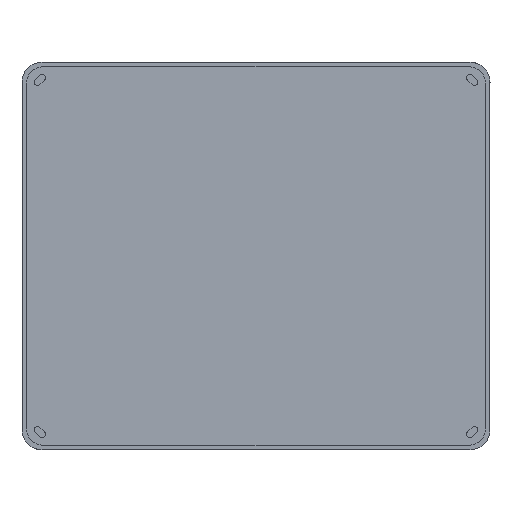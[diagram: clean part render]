
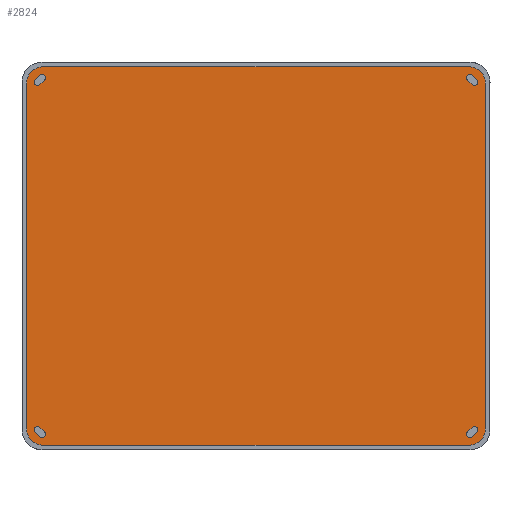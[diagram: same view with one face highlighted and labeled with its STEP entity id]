
A CAD part, front view. The second image highlights one B-rep face of the part: STEP entity #2824.
In plain terms, the highlighted planar face has unit normal (0, -1, 0).
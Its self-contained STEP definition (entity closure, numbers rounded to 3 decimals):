
#1=CARTESIAN_POINT('',(-133.062,0.,-110.889));
#2=DIRECTION('',(0.,-1.,0.));
#3=DIRECTION('',(-0.707,0.,-0.707));
#4=AXIS2_PLACEMENT_3D('',#1,#2,#3);
#6=DIRECTION('',(-0.707,0.,0.707));
#7=VECTOR('',#6,4.);
#8=CARTESIAN_POINT('',(-131.577,0.,-109.404));
#9=LINE('',#8,#7);
#10=CARTESIAN_POINT('',(-135.89,0.,-108.06));
#11=DIRECTION('',(0.,-1.,0.));
#12=DIRECTION('',(0.707,0.,0.707));
#13=AXIS2_PLACEMENT_3D('',#10,#11,#12);
#15=DIRECTION('',(0.707,0.,-0.707));
#16=VECTOR('',#15,4.);
#17=CARTESIAN_POINT('',(-137.375,0.,-109.545));
#18=LINE('',#17,#16);
#19=DIRECTION('',(-0.707,0.,-0.707));
#20=VECTOR('',#19,4.);
#21=CARTESIAN_POINT('',(-134.546,0.,112.374));
#22=LINE('',#21,#20);
#23=CARTESIAN_POINT('',(-135.89,0.,108.06));
#24=DIRECTION('',(0.,-1.,0.));
#25=DIRECTION('',(-0.707,0.,0.707));
#26=AXIS2_PLACEMENT_3D('',#23,#24,#25);
#28=DIRECTION('',(0.707,0.,0.707));
#29=VECTOR('',#28,4.);
#30=CARTESIAN_POINT('',(-134.405,0.,106.575));
#31=LINE('',#30,#29);
#32=CARTESIAN_POINT('',(-133.062,0.,110.889));
#33=DIRECTION('',(0.,-1.,0.));
#34=DIRECTION('',(0.707,0.,-0.707));
#35=AXIS2_PLACEMENT_3D('',#32,#33,#34);
#37=DIRECTION('',(0.707,0.,0.707));
#38=VECTOR('',#37,4.);
#39=CARTESIAN_POINT('',(134.546,0.,-112.374));
#40=LINE('',#39,#38);
#41=CARTESIAN_POINT('',(135.89,0.,-108.06));
#42=DIRECTION('',(0.,-1.,0.));
#43=DIRECTION('',(0.707,0.,-0.707));
#44=AXIS2_PLACEMENT_3D('',#41,#42,#43);
#46=DIRECTION('',(-0.707,0.,-0.707));
#47=VECTOR('',#46,4.);
#48=CARTESIAN_POINT('',(134.405,0.,-106.575));
#49=LINE('',#48,#47);
#50=CARTESIAN_POINT('',(133.062,0.,-110.889));
#51=DIRECTION('',(0.,-1.,0.));
#52=DIRECTION('',(-0.707,0.,0.707));
#53=AXIS2_PLACEMENT_3D('',#50,#51,#52);
#55=CARTESIAN_POINT('',(133.062,0.,110.889));
#56=DIRECTION('',(0.,-1.,0.));
#57=DIRECTION('',(0.707,0.,0.707));
#58=AXIS2_PLACEMENT_3D('',#55,#56,#57);
#60=DIRECTION('',(0.707,0.,-0.707));
#61=VECTOR('',#60,4.);
#62=CARTESIAN_POINT('',(131.577,0.,109.404));
#63=LINE('',#62,#61);
#64=CARTESIAN_POINT('',(135.89,0.,108.06));
#65=DIRECTION('',(0.,-1.,0.));
#66=DIRECTION('',(-0.707,0.,-0.707));
#67=AXIS2_PLACEMENT_3D('',#64,#65,#66);
#69=DIRECTION('',(-0.707,0.,0.707));
#70=VECTOR('',#69,4.);
#71=CARTESIAN_POINT('',(137.375,0.,109.545));
#72=LINE('',#71,#70);
#73=CARTESIAN_POINT('',(132.5,0.,107.5));
#74=DIRECTION('',(0.,-1.,0.));
#75=DIRECTION('',(1.,0.,0.));
#76=AXIS2_PLACEMENT_3D('',#73,#74,#75);
#78=DIRECTION('',(0.,0.,-1.));
#79=VECTOR('',#78,215.);
#80=CARTESIAN_POINT('',(142.6,0.,107.5));
#81=LINE('',#80,#79);
#82=CARTESIAN_POINT('',(132.5,0.,-107.5));
#83=DIRECTION('',(0.,-1.,0.));
#84=DIRECTION('',(0.,0.,-1.));
#85=AXIS2_PLACEMENT_3D('',#82,#83,#84);
#87=DIRECTION('',(-1.,0.,0.));
#88=VECTOR('',#87,265.);
#89=CARTESIAN_POINT('',(132.5,0.,-117.6));
#90=LINE('',#89,#88);
#91=CARTESIAN_POINT('',(-132.5,0.,-107.5));
#92=DIRECTION('',(0.,-1.,0.));
#93=DIRECTION('',(-1.,0.,0.));
#94=AXIS2_PLACEMENT_3D('',#91,#92,#93);
#96=DIRECTION('',(0.,0.,1.));
#97=VECTOR('',#96,215.);
#98=CARTESIAN_POINT('',(-142.6,0.,-107.5));
#99=LINE('',#98,#97);
#100=CARTESIAN_POINT('',(-132.5,0.,107.5));
#101=DIRECTION('',(0.,-1.,0.));
#102=DIRECTION('',(0.,0.,1.));
#103=AXIS2_PLACEMENT_3D('',#100,#101,#102);
#105=DIRECTION('',(1.,0.,0.));
#106=VECTOR('',#105,265.);
#107=CARTESIAN_POINT('',(-132.5,0.,117.6));
#108=LINE('',#107,#106);
#2308=CARTESIAN_POINT('',(142.6,0.,107.5));
#2309=CARTESIAN_POINT('',(132.5,0.,117.6));
#2310=VERTEX_POINT('',#2308);
#2311=VERTEX_POINT('',#2309);
#2316=CARTESIAN_POINT('',(132.5,0.,-117.6));
#2317=CARTESIAN_POINT('',(142.6,0.,-107.5));
#2318=VERTEX_POINT('',#2316);
#2319=VERTEX_POINT('',#2317);
#2324=CARTESIAN_POINT('',(-132.5,0.,117.6));
#2325=CARTESIAN_POINT('',(-142.6,0.,107.5));
#2326=VERTEX_POINT('',#2324);
#2327=VERTEX_POINT('',#2325);
#2332=CARTESIAN_POINT('',(-142.6,0.,-107.5));
#2333=CARTESIAN_POINT('',(-132.5,0.,-117.6));
#2334=VERTEX_POINT('',#2332);
#2335=VERTEX_POINT('',#2333);
#2479=CARTESIAN_POINT('',(-134.546,0.,-112.374));
#2480=CARTESIAN_POINT('',(-131.577,0.,-109.404));
#2481=VERTEX_POINT('',#2479);
#2482=VERTEX_POINT('',#2480);
#2483=CARTESIAN_POINT('',(-134.405,0.,-106.575));
#2484=VERTEX_POINT('',#2483);
#2485=CARTESIAN_POINT('',(-137.375,0.,-109.545));
#2486=VERTEX_POINT('',#2485);
#2511=CARTESIAN_POINT('',(-134.546,0.,112.374));
#2512=CARTESIAN_POINT('',(-137.375,0.,109.545));
#2513=VERTEX_POINT('',#2511);
#2514=VERTEX_POINT('',#2512);
#2515=CARTESIAN_POINT('',(-134.405,0.,106.575));
#2516=VERTEX_POINT('',#2515);
#2517=CARTESIAN_POINT('',(-131.577,0.,109.404));
#2518=VERTEX_POINT('',#2517);
#2519=CARTESIAN_POINT('',(134.546,0.,-112.374));
#2520=CARTESIAN_POINT('',(137.375,0.,-109.545));
#2521=VERTEX_POINT('',#2519);
#2522=VERTEX_POINT('',#2520);
#2523=CARTESIAN_POINT('',(134.405,0.,-106.575));
#2524=VERTEX_POINT('',#2523);
#2525=CARTESIAN_POINT('',(131.577,0.,-109.404));
#2526=VERTEX_POINT('',#2525);
#2527=CARTESIAN_POINT('',(134.546,0.,112.374));
#2528=CARTESIAN_POINT('',(131.577,0.,109.404));
#2529=VERTEX_POINT('',#2527);
#2530=VERTEX_POINT('',#2528);
#2531=CARTESIAN_POINT('',(134.405,0.,106.575));
#2532=VERTEX_POINT('',#2531);
#2533=CARTESIAN_POINT('',(137.375,0.,109.545));
#2534=VERTEX_POINT('',#2533);
#2761=CARTESIAN_POINT('',(0.,0.,0.));
#2762=DIRECTION('',(0.,1.,0.));
#2763=DIRECTION('',(1.,0.,0.));
#2764=AXIS2_PLACEMENT_3D('',#2761,#2762,#2763);
#2765=PLANE('',#2764);
#2767=ORIENTED_EDGE('',*,*,#2766,.F.);
#2769=ORIENTED_EDGE('',*,*,#2768,.T.);
#2771=ORIENTED_EDGE('',*,*,#2770,.F.);
#2773=ORIENTED_EDGE('',*,*,#2772,.T.);
#2775=ORIENTED_EDGE('',*,*,#2774,.F.);
#2777=ORIENTED_EDGE('',*,*,#2776,.T.);
#2779=ORIENTED_EDGE('',*,*,#2778,.F.);
#2781=ORIENTED_EDGE('',*,*,#2780,.T.);
#2782=EDGE_LOOP('',(#2767,#2769,#2771,#2773,#2775,#2777,#2779,#2781));
#2783=FACE_OUTER_BOUND('',#2782,.F.);
#2785=ORIENTED_EDGE('',*,*,#2784,.T.);
#2787=ORIENTED_EDGE('',*,*,#2786,.T.);
#2789=ORIENTED_EDGE('',*,*,#2788,.T.);
#2791=ORIENTED_EDGE('',*,*,#2790,.T.);
#2792=EDGE_LOOP('',(#2785,#2787,#2789,#2791));
#2793=FACE_BOUND('',#2792,.F.);
#2795=ORIENTED_EDGE('',*,*,#2794,.T.);
#2797=ORIENTED_EDGE('',*,*,#2796,.T.);
#2799=ORIENTED_EDGE('',*,*,#2798,.T.);
#2801=ORIENTED_EDGE('',*,*,#2800,.T.);
#2802=EDGE_LOOP('',(#2795,#2797,#2799,#2801));
#2803=FACE_BOUND('',#2802,.F.);
#2805=ORIENTED_EDGE('',*,*,#2804,.T.);
#2807=ORIENTED_EDGE('',*,*,#2806,.T.);
#2809=ORIENTED_EDGE('',*,*,#2808,.T.);
#2811=ORIENTED_EDGE('',*,*,#2810,.T.);
#2812=EDGE_LOOP('',(#2805,#2807,#2809,#2811));
#2813=FACE_BOUND('',#2812,.F.);
#2815=ORIENTED_EDGE('',*,*,#2814,.T.);
#2817=ORIENTED_EDGE('',*,*,#2816,.T.);
#2819=ORIENTED_EDGE('',*,*,#2818,.T.);
#2821=ORIENTED_EDGE('',*,*,#2820,.T.);
#2822=EDGE_LOOP('',(#2815,#2817,#2819,#2821));
#2823=FACE_BOUND('',#2822,.F.);
#2824=ADVANCED_FACE('',(#2783,#2793,#2803,#2813,#2823),#2765,.F.);
#5=CIRCLE('',#4,2.1);
#14=CIRCLE('',#13,2.1);
#27=CIRCLE('',#26,2.1);
#36=CIRCLE('',#35,2.1);
#45=CIRCLE('',#44,2.1);
#54=CIRCLE('',#53,2.1);
#59=CIRCLE('',#58,2.1);
#68=CIRCLE('',#67,2.1);
#77=CIRCLE('',#76,10.1);
#86=CIRCLE('',#85,10.1);
#95=CIRCLE('',#94,10.1);
#104=CIRCLE('',#103,10.1);
#2766=EDGE_CURVE('',#2310,#2311,#77,.T.);
#2768=EDGE_CURVE('',#2310,#2319,#81,.T.);
#2770=EDGE_CURVE('',#2318,#2319,#86,.T.);
#2772=EDGE_CURVE('',#2318,#2335,#90,.T.);
#2774=EDGE_CURVE('',#2334,#2335,#95,.T.);
#2776=EDGE_CURVE('',#2334,#2327,#99,.T.);
#2778=EDGE_CURVE('',#2326,#2327,#104,.T.);
#2780=EDGE_CURVE('',#2326,#2311,#108,.T.);
#2784=EDGE_CURVE('',#2513,#2514,#22,.T.);
#2786=EDGE_CURVE('',#2514,#2516,#27,.T.);
#2788=EDGE_CURVE('',#2516,#2518,#31,.T.);
#2790=EDGE_CURVE('',#2518,#2513,#36,.T.);
#2794=EDGE_CURVE('',#2521,#2522,#40,.T.);
#2796=EDGE_CURVE('',#2522,#2524,#45,.T.);
#2798=EDGE_CURVE('',#2524,#2526,#49,.T.);
#2800=EDGE_CURVE('',#2526,#2521,#54,.T.);
#2804=EDGE_CURVE('',#2529,#2530,#59,.T.);
#2806=EDGE_CURVE('',#2530,#2532,#63,.T.);
#2808=EDGE_CURVE('',#2532,#2534,#68,.T.);
#2810=EDGE_CURVE('',#2534,#2529,#72,.T.);
#2814=EDGE_CURVE('',#2481,#2482,#5,.T.);
#2816=EDGE_CURVE('',#2482,#2484,#9,.T.);
#2818=EDGE_CURVE('',#2484,#2486,#14,.T.);
#2820=EDGE_CURVE('',#2486,#2481,#18,.T.);
